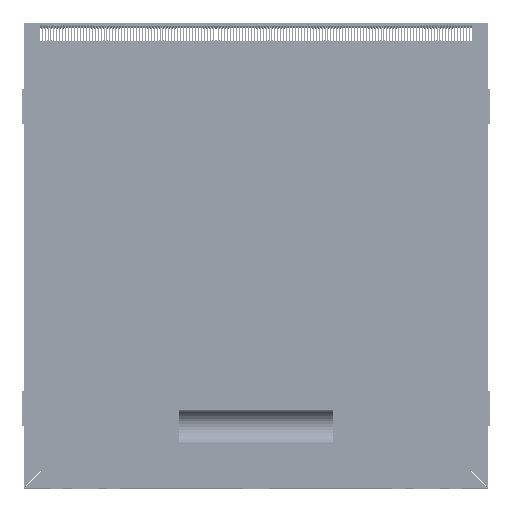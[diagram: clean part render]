
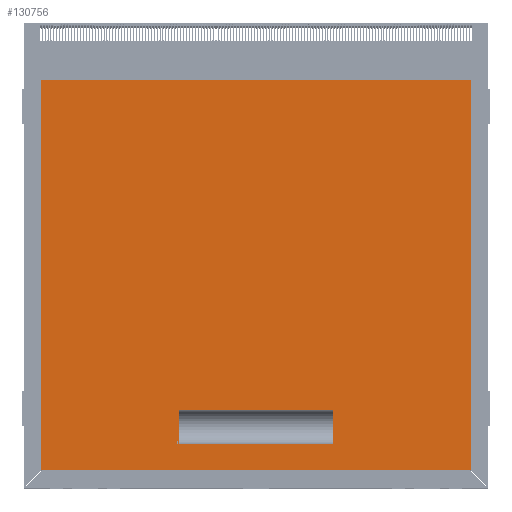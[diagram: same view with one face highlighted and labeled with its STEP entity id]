
A CAD part, top view. The second image highlights one B-rep face of the part: STEP entity #130756.
In plain terms, the highlighted planar face has unit normal (0, 0, 1).
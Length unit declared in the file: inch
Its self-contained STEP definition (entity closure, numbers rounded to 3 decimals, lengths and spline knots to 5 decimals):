
#126 = VECTOR ( 'NONE', #61205, 39.37008 ) ;
#4258 = DIRECTION ( 'NONE',  ( -1., 0., 0. ) ) ;
#9007 = VERTEX_POINT ( 'NONE', #95568 ) ;
#10767 = LINE ( 'NONE', #79451, #180133 ) ;
#14580 = EDGE_CURVE ( 'NONE', #172868, #9007, #185626, .T. ) ;
#17787 = DIRECTION ( 'NONE',  ( 0., 1., 0. ) ) ;
#30751 = CARTESIAN_POINT ( 'NONE',  ( 10.94488, -9.94094, 30.27559 ) ) ;
#31158 = DIRECTION ( 'NONE',  ( 0., 1., 0. ) ) ;
#35118 = CARTESIAN_POINT ( 'NONE',  ( -3.93701, -6.86402, 30.27559 ) ) ;
#35819 = LINE ( 'NONE', #65164, #86871 ) ;
#36448 = DIRECTION ( 'NONE',  ( 0., -1., 0. ) ) ;
#39932 = VERTEX_POINT ( 'NONE', #175755 ) ;
#48295 = LINE ( 'NONE', #30751, #150532 ) ;
#49369 = FACE_BOUND ( 'NONE', #85950, .T. ) ;
#58972 = CARTESIAN_POINT ( 'NONE',  ( -3.93701, -6.86402, 30.27559 ) ) ;
#61205 = DIRECTION ( 'NONE',  ( 0., -1., 0. ) ) ;
#64849 = LINE ( 'NONE', #165601, #183171 ) ;
#65067 = VERTEX_POINT ( 'NONE', #152930 ) ;
#65164 = CARTESIAN_POINT ( 'NONE',  ( -3.93701, -6.86402, 30.27559 ) ) ;
#65637 = EDGE_CURVE ( 'NONE', #115673, #39932, #111409, .T. ) ;
#69076 = EDGE_CURVE ( 'NONE', #39932, #143511, #10767, .T. ) ;
#75456 = DIRECTION ( 'NONE',  ( 1., 0., 0. ) ) ;
#79451 = CARTESIAN_POINT ( 'NONE',  ( -3.93701, -8.59631, 30.27559 ) ) ;
#80457 = DIRECTION ( 'NONE',  ( -1., 0., 0. ) ) ;
#83279 = DIRECTION ( 'NONE',  ( 1., 0., 0. ) ) ;
#85950 = EDGE_LOOP ( 'NONE', ( #141094, #147159, #164621, #126802 ) ) ;
#86871 = VECTOR ( 'NONE', #83279, 39.37008 ) ;
#87112 = CARTESIAN_POINT ( 'NONE',  ( 10.94488, -9.94094, 30.27559 ) ) ;
#88813 = CARTESIAN_POINT ( 'NONE',  ( -10.94488, 9.94094, 30.27559 ) ) ;
#93616 = CARTESIAN_POINT ( 'NONE',  ( 3.93701, -6.86402, 30.27559 ) ) ;
#94101 = CARTESIAN_POINT ( 'NONE',  ( 10.94488, 9.94094, 30.27559 ) ) ;
#95568 = CARTESIAN_POINT ( 'NONE',  ( -10.94488, -9.94094, 30.27559 ) ) ;
#110244 = ORIENTED_EDGE ( 'NONE', *, *, #14580, .T. ) ;
#111409 = LINE ( 'NONE', #93616, #126 ) ;
#115673 = VERTEX_POINT ( 'NONE', #168901 ) ;
#118447 = VECTOR ( 'NONE', #36448, 39.37008 ) ;
#119314 = EDGE_CURVE ( 'NONE', #165325, #65067, #48295, .T. ) ;
#119513 = ORIENTED_EDGE ( 'NONE', *, *, #128983, .T. ) ;
#119963 = EDGE_CURVE ( 'NONE', #65067, #172868, #131344, .T. ) ;
#125394 = ORIENTED_EDGE ( 'NONE', *, *, #119963, .T. ) ;
#126802 = ORIENTED_EDGE ( 'NONE', *, *, #177437, .T. ) ;
#127978 = VECTOR ( 'NONE', #31158, 39.37008 ) ;
#128983 = EDGE_CURVE ( 'NONE', #9007, #165325, #64849, .T. ) ;
#130756 = ADVANCED_FACE ( 'NONE', ( #49369, #188588 ), #148310, .T. ) ;
#131344 = LINE ( 'NONE', #94101, #184739 ) ;
#131683 = EDGE_CURVE ( 'NONE', #143511, #174307, #161974, .T. ) ;
#138467 = EDGE_LOOP ( 'NONE', ( #182616, #125394, #110244, #119513 ) ) ;
#141094 = ORIENTED_EDGE ( 'NONE', *, *, #65637, .T. ) ;
#143511 = VERTEX_POINT ( 'NONE', #190782 ) ;
#145747 = DIRECTION ( 'NONE',  ( 1., 0., 0. ) ) ;
#147159 = ORIENTED_EDGE ( 'NONE', *, *, #69076, .T. ) ;
#148141 = AXIS2_PLACEMENT_3D ( 'NONE', #161294, #163228, #145747 ) ;
#148310 = PLANE ( 'NONE',  #148141 ) ;
#150532 = VECTOR ( 'NONE', #17787, 39.37008 ) ;
#152930 = CARTESIAN_POINT ( 'NONE',  ( 10.94488, 9.94094, 30.27559 ) ) ;
#161294 = CARTESIAN_POINT ( 'NONE',  ( 0., 0., 30.27559 ) ) ;
#161974 = LINE ( 'NONE', #58972, #127978 ) ;
#163228 = DIRECTION ( 'NONE',  ( 0., 0., 1. ) ) ;
#164621 = ORIENTED_EDGE ( 'NONE', *, *, #131683, .T. ) ;
#165325 = VERTEX_POINT ( 'NONE', #87112 ) ;
#165601 = CARTESIAN_POINT ( 'NONE',  ( 10.94488, -9.94094, 30.27559 ) ) ;
#168901 = CARTESIAN_POINT ( 'NONE',  ( 3.93701, -6.86402, 30.27559 ) ) ;
#172868 = VERTEX_POINT ( 'NONE', #88813 ) ;
#174307 = VERTEX_POINT ( 'NONE', #35118 ) ;
#175755 = CARTESIAN_POINT ( 'NONE',  ( 3.93701, -8.59631, 30.27559 ) ) ;
#177437 = EDGE_CURVE ( 'NONE', #174307, #115673, #35819, .T. ) ;
#180133 = VECTOR ( 'NONE', #4258, 39.37008 ) ;
#182616 = ORIENTED_EDGE ( 'NONE', *, *, #119314, .T. ) ;
#183171 = VECTOR ( 'NONE', #75456, 39.37008 ) ;
#183735 = CARTESIAN_POINT ( 'NONE',  ( -10.94488, -9.94094, 30.27559 ) ) ;
#184739 = VECTOR ( 'NONE', #80457, 39.37008 ) ;
#185626 = LINE ( 'NONE', #183735, #118447 ) ;
#188588 = FACE_OUTER_BOUND ( 'NONE', #138467, .T. ) ;
#190782 = CARTESIAN_POINT ( 'NONE',  ( -3.93701, -8.59631, 30.27559 ) ) ;
